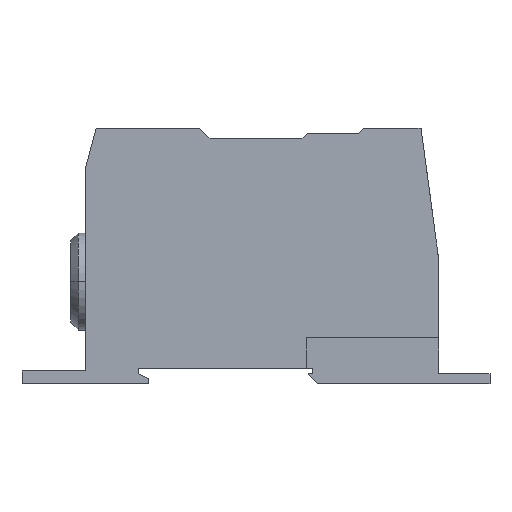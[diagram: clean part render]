
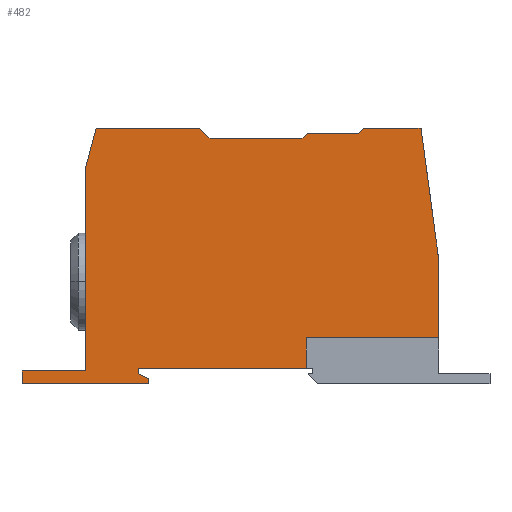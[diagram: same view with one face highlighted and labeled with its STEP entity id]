
A CAD part, left-side view. The second image highlights one B-rep face of the part: STEP entity #482.
In plain terms, the highlighted planar face has unit normal (-1, 0, 0).
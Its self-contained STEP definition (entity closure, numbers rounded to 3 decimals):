
#482=ADVANCED_FACE('',(#1296),#1297,.T.);
#1296=FACE_OUTER_BOUND('',#2447,.T.);
#1297=PLANE('',#2448);
#2447=EDGE_LOOP('',(#3964,#3965,#3966,#3967,#3968,#3969,#3970,#3971,#3972,#3973,#3974,#3975,#3976,#3977,#3978,#3979,#3980,#3981,#3982,#3983));
#2448=AXIS2_PLACEMENT_3D('',#3984,#3985,#3986);
#3964=ORIENTED_EDGE('',*,*,#7374,.F.);
#3965=ORIENTED_EDGE('',*,*,#7375,.F.);
#3966=ORIENTED_EDGE('',*,*,#7376,.F.);
#3967=ORIENTED_EDGE('',*,*,#7377,.F.);
#3968=ORIENTED_EDGE('',*,*,#7378,.F.);
#3969=ORIENTED_EDGE('',*,*,#7379,.F.);
#3970=ORIENTED_EDGE('',*,*,#7380,.F.);
#3971=ORIENTED_EDGE('',*,*,#7381,.F.);
#3972=ORIENTED_EDGE('',*,*,#7282,.F.);
#3973=ORIENTED_EDGE('',*,*,#7382,.F.);
#3974=ORIENTED_EDGE('',*,*,#7383,.F.);
#3975=ORIENTED_EDGE('',*,*,#7384,.F.);
#3976=ORIENTED_EDGE('',*,*,#7385,.F.);
#3977=ORIENTED_EDGE('',*,*,#7352,.T.);
#3978=ORIENTED_EDGE('',*,*,#7372,.T.);
#3979=ORIENTED_EDGE('',*,*,#7386,.F.);
#3980=ORIENTED_EDGE('',*,*,#7387,.F.);
#3981=ORIENTED_EDGE('',*,*,#7388,.T.);
#3982=ORIENTED_EDGE('',*,*,#7389,.T.);
#3983=ORIENTED_EDGE('',*,*,#7390,.F.);
#3984=CARTESIAN_POINT('',(0.,91.6,0.0));
#3985=DIRECTION('',(-1.0,0.,0.));
#3986=DIRECTION('',(0.,1.0,0.0));
#7282=EDGE_CURVE('',#8793,#8795,#8796,.T.);
#7352=EDGE_CURVE('',#8898,#8899,#8900,.T.);
#7372=EDGE_CURVE('',#8899,#8932,#8934,.T.);
#7374=EDGE_CURVE('',#8936,#8937,#8938,.T.);
#7375=EDGE_CURVE('',#8939,#8936,#8940,.T.);
#7376=EDGE_CURVE('',#8941,#8939,#8942,.T.);
#7377=EDGE_CURVE('',#8943,#8941,#8944,.T.);
#7378=EDGE_CURVE('',#8945,#8943,#8946,.T.);
#7379=EDGE_CURVE('',#8947,#8945,#8948,.T.);
#7380=EDGE_CURVE('',#8949,#8947,#8950,.T.);
#7381=EDGE_CURVE('',#8795,#8949,#8951,.T.);
#7382=EDGE_CURVE('',#8952,#8793,#8953,.T.);
#7383=EDGE_CURVE('',#8954,#8952,#8955,.T.);
#7384=EDGE_CURVE('',#8956,#8954,#8957,.T.);
#7385=EDGE_CURVE('',#8898,#8956,#8958,.T.);
#7386=EDGE_CURVE('',#8959,#8932,#8960,.T.);
#7387=EDGE_CURVE('',#8961,#8959,#8962,.T.);
#7388=EDGE_CURVE('',#8961,#8963,#8964,.T.);
#7389=EDGE_CURVE('',#8963,#8965,#8966,.T.);
#7390=EDGE_CURVE('',#8937,#8965,#8967,.T.);
#8793=VERTEX_POINT('',#11268);
#8795=VERTEX_POINT('',#11271);
#8796=LINE('',#11272,#11273);
#8898=VERTEX_POINT('',#11392);
#8899=VERTEX_POINT('',#11393);
#8900=LINE('',#11394,#11395);
#8932=VERTEX_POINT('',#11439);
#8934=LINE('',#11442,#11443);
#8936=VERTEX_POINT('',#11445);
#8937=VERTEX_POINT('',#11446);
#8938=LINE('',#11447,#11448);
#8939=VERTEX_POINT('',#11449);
#8940=LINE('',#11450,#11451);
#8941=VERTEX_POINT('',#11452);
#8942=LINE('',#11453,#11454);
#8943=VERTEX_POINT('',#11455);
#8944=LINE('',#11456,#11457);
#8945=VERTEX_POINT('',#11458);
#8946=LINE('',#11459,#11460);
#8947=VERTEX_POINT('',#11461);
#8948=LINE('',#11462,#11463);
#8949=VERTEX_POINT('',#11464);
#8950=LINE('',#11465,#11466);
#8951=LINE('',#11467,#11468);
#8952=VERTEX_POINT('',#11469);
#8953=LINE('',#11470,#11471);
#8954=VERTEX_POINT('',#11472);
#8955=LINE('',#11473,#11474);
#8956=VERTEX_POINT('',#11475);
#8957=LINE('',#11476,#11477);
#8958=LINE('',#11478,#11479);
#8959=VERTEX_POINT('',#11480);
#8960=LINE('',#11481,#11482);
#8961=VERTEX_POINT('',#11483);
#8962=LINE('',#11484,#11485);
#8963=VERTEX_POINT('',#11486);
#8964=LINE('',#11487,#11488);
#8965=VERTEX_POINT('',#11489);
#8966=LINE('',#11490,#11491);
#8967=LINE('',#11492,#11493);
#11268=CARTESIAN_POINT('',(0.,77.1,50.0));
#11271=CARTESIAN_POINT('',(0.,56.8,50.0));
#11272=CARTESIAN_POINT('',(0.,77.1,50.0));
#11273=VECTOR('',#14029,1.0);
#11392=CARTESIAN_POINT('',(0.,91.6,0.0));
#11393=CARTESIAN_POINT('',(0.,66.8,0.0));
#11394=CARTESIAN_POINT('',(0.,91.6,0.0));
#11395=VECTOR('',#14149,1.0);
#11439=CARTESIAN_POINT('',(0.,66.8,1.0));
#11442=CARTESIAN_POINT('',(0.,66.8,0.0));
#11443=VECTOR('',#14175,1.0);
#11445=CARTESIAN_POINT('',(0.,10.,24.0));
#11446=CARTESIAN_POINT('',(0.,10.,9.0));
#11447=CARTESIAN_POINT('',(0.,10.,24.0));
#11448=VECTOR('',#14176,1.0);
#11449=CARTESIAN_POINT('',(0.,13.5,50.0));
#11450=CARTESIAN_POINT('',(0.,13.5,50.0));
#11451=VECTOR('',#14177,1.0);
#11452=CARTESIAN_POINT('',(0.,24.8,50.0));
#11453=CARTESIAN_POINT('',(0.,24.8,50.0));
#11454=VECTOR('',#14178,1.0);
#11455=CARTESIAN_POINT('',(0.,25.8,49.0));
#11456=CARTESIAN_POINT('',(0.,25.8,49.0));
#11457=VECTOR('',#14179,1.0);
#11458=CARTESIAN_POINT('',(0.,35.8,49.0));
#11459=CARTESIAN_POINT('',(0.,35.8,49.0));
#11460=VECTOR('',#14180,1.0);
#11461=CARTESIAN_POINT('',(0.,36.8,48.0));
#11462=CARTESIAN_POINT('',(0.,36.8,48.0));
#11463=VECTOR('',#14181,1.0);
#11464=CARTESIAN_POINT('',(0.,54.8,48.0));
#11465=CARTESIAN_POINT('',(0.,54.8,48.0));
#11466=VECTOR('',#14182,1.0);
#11467=CARTESIAN_POINT('',(0.,56.8,50.0));
#11468=VECTOR('',#14183,1.0);
#11469=CARTESIAN_POINT('',(0.,79.1,42.5));
#11470=CARTESIAN_POINT('',(0.,79.1,42.5));
#11471=VECTOR('',#14184,1.0);
#11472=CARTESIAN_POINT('',(0.,79.1,2.5));
#11473=CARTESIAN_POINT('',(0.,79.1,2.5));
#11474=VECTOR('',#14185,1.0);
#11475=CARTESIAN_POINT('',(0.,91.6,2.5));
#11476=CARTESIAN_POINT('',(0.,91.6,2.5));
#11477=VECTOR('',#14186,1.0);
#11478=CARTESIAN_POINT('',(0.,91.6,0.0));
#11479=VECTOR('',#14187,1.0);
#11480=CARTESIAN_POINT('',(0.,68.8,2.0));
#11481=CARTESIAN_POINT('',(0.,68.8,2.0));
#11482=VECTOR('',#14188,1.0);
#11483=CARTESIAN_POINT('',(0.,68.8,3.0));
#11484=CARTESIAN_POINT('',(0.,68.8,3.0));
#11485=VECTOR('',#14189,1.0);
#11486=CARTESIAN_POINT('',(0.,36.,3.0));
#11487=CARTESIAN_POINT('',(0.,68.8,3.0));
#11488=VECTOR('',#14190,1.0);
#11489=CARTESIAN_POINT('',(0.,36.,9.0));
#11490=CARTESIAN_POINT('',(0.,36.,3.0));
#11491=VECTOR('',#14191,1.0);
#11492=CARTESIAN_POINT('',(0.,10.,9.0));
#11493=VECTOR('',#14192,1.0);
#14029=DIRECTION('',(0.,-1.0,0.0));
#14149=DIRECTION('',(0.,-1.0,0.0));
#14175=DIRECTION('',(0.,0.,1.0));
#14176=DIRECTION('',(0.,0.,-1.0));
#14177=DIRECTION('',(0.,-0.133,-0.991));
#14178=DIRECTION('',(0.,-1.0,0.0));
#14179=DIRECTION('',(0.,-0.707,0.707));
#14180=DIRECTION('',(0.,-1.0,0.0));
#14181=DIRECTION('',(0.,-0.707,0.707));
#14182=DIRECTION('',(0.,-1.0,0.0));
#14183=DIRECTION('',(0.0,-0.707,-0.707));
#14184=DIRECTION('',(0.,-0.258,0.966));
#14185=DIRECTION('',(0.,0.,1.0));
#14186=DIRECTION('',(0.,-1.0,0.0));
#14187=DIRECTION('',(0.,0.,1.0));
#14188=DIRECTION('',(0.,-0.894,-0.447));
#14189=DIRECTION('',(0.,0.,-1.0));
#14190=DIRECTION('',(0.,-1.0,0.0));
#14191=DIRECTION('',(0.,0.,1.0));
#14192=DIRECTION('',(0.,1.0,0.0));
